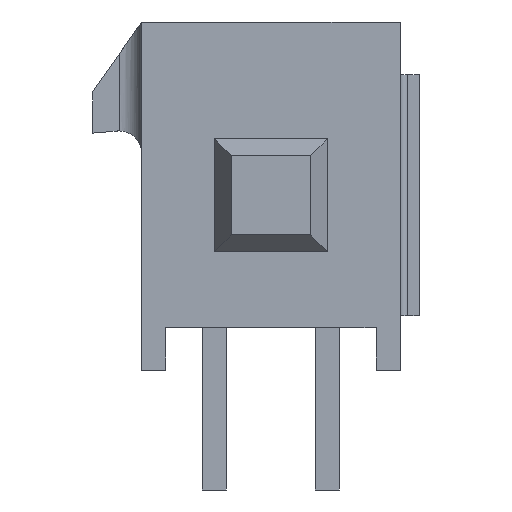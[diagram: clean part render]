
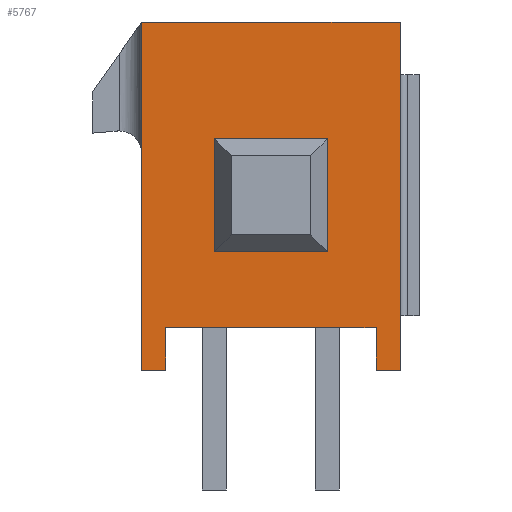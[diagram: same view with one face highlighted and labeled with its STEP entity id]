
A CAD part, left-side view. The second image highlights one B-rep face of the part: STEP entity #5767.
In plain terms, the highlighted planar face has unit normal (-1, 0, 0).
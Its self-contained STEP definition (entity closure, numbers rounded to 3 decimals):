
#72=DIRECTION('',(0.,0.,1.));
#73=VECTOR('',#72,9.24);
#74=CARTESIAN_POINT('',(-13.93,3.43,-9.24));
#75=LINE('',#74,#73);
#76=DIRECTION('',(0.,-1.,0.));
#77=VECTOR('',#76,6.86);
#78=CARTESIAN_POINT('',(-13.93,3.43,0.));
#79=LINE('',#78,#77);
#80=DIRECTION('',(0.,0.,-1.));
#81=VECTOR('',#80,9.24);
#82=CARTESIAN_POINT('',(-13.93,-3.43,0.));
#83=LINE('',#82,#81);
#84=DIRECTION('',(0.,1.,0.));
#85=VECTOR('',#84,0.64);
#86=CARTESIAN_POINT('',(-13.93,-3.43,-9.24));
#87=LINE('',#86,#85);
#88=DIRECTION('',(0.,0.,1.));
#89=VECTOR('',#88,1.13);
#90=CARTESIAN_POINT('',(-13.93,-2.79,-9.24));
#91=LINE('',#90,#89);
#92=DIRECTION('',(0.,1.,0.));
#93=VECTOR('',#92,5.58);
#94=CARTESIAN_POINT('',(-13.93,-2.79,-8.11));
#95=LINE('',#94,#93);
#96=DIRECTION('',(0.,0.,-1.));
#97=VECTOR('',#96,1.13);
#98=CARTESIAN_POINT('',(-13.93,2.79,-8.11));
#99=LINE('',#98,#97);
#100=DIRECTION('',(0.,1.,0.));
#101=VECTOR('',#100,0.64);
#102=CARTESIAN_POINT('',(-13.93,2.79,-9.24));
#103=LINE('',#102,#101);
#104=DIRECTION('',(0.,0.,-1.));
#105=VECTOR('',#104,2.);
#106=CARTESIAN_POINT('',(-13.93,-1.,-3.6));
#107=LINE('',#106,#105);
#108=DIRECTION('',(0.,1.,0.));
#109=VECTOR('',#108,2.);
#110=CARTESIAN_POINT('',(-13.93,-1.,-3.6));
#111=LINE('',#110,#109);
#112=DIRECTION('',(0.,0.,-1.));
#113=VECTOR('',#112,2.);
#114=CARTESIAN_POINT('',(-13.93,1.,-3.6));
#115=LINE('',#114,#113);
#116=DIRECTION('',(0.,1.,0.));
#117=VECTOR('',#116,2.);
#118=CARTESIAN_POINT('',(-13.93,-1.,-5.6));
#119=LINE('',#118,#117);
#4334=CARTESIAN_POINT('',(-13.93,3.43,-9.24));
#4335=CARTESIAN_POINT('',(-13.93,3.43,0.));
#4336=VERTEX_POINT('',#4334);
#4337=VERTEX_POINT('',#4335);
#4338=CARTESIAN_POINT('',(-13.93,-3.43,0.));
#4339=VERTEX_POINT('',#4338);
#4340=CARTESIAN_POINT('',(-13.93,-3.43,-9.24));
#4341=VERTEX_POINT('',#4340);
#4342=CARTESIAN_POINT('',(-13.93,-2.79,-9.24));
#4343=VERTEX_POINT('',#4342);
#4344=CARTESIAN_POINT('',(-13.93,-2.79,-8.11));
#4345=VERTEX_POINT('',#4344);
#4346=CARTESIAN_POINT('',(-13.93,2.79,-8.11));
#4347=VERTEX_POINT('',#4346);
#4348=CARTESIAN_POINT('',(-13.93,2.79,-9.24));
#4349=VERTEX_POINT('',#4348);
#4390=CARTESIAN_POINT('',(-13.93,-1.,-3.6));
#4391=CARTESIAN_POINT('',(-13.93,-1.,-5.6));
#4392=VERTEX_POINT('',#4390);
#4393=VERTEX_POINT('',#4391);
#4394=CARTESIAN_POINT('',(-13.93,1.,-3.6));
#4395=CARTESIAN_POINT('',(-13.93,1.,-5.6));
#4396=VERTEX_POINT('',#4394);
#4397=VERTEX_POINT('',#4395);
#5734=CARTESIAN_POINT('',(-13.93,0.,0.));
#5735=DIRECTION('',(1.,0.,0.));
#5736=DIRECTION('',(0.,-1.,0.));
#5737=AXIS2_PLACEMENT_3D('',#5734,#5735,#5736);
#5738=PLANE('',#5737);
#5740=ORIENTED_EDGE('',*,*,#5739,.T.);
#5742=ORIENTED_EDGE('',*,*,#5741,.T.);
#5744=ORIENTED_EDGE('',*,*,#5743,.T.);
#5746=ORIENTED_EDGE('',*,*,#5745,.T.);
#5748=ORIENTED_EDGE('',*,*,#5747,.T.);
#5750=ORIENTED_EDGE('',*,*,#5749,.T.);
#5752=ORIENTED_EDGE('',*,*,#5751,.T.);
#5754=ORIENTED_EDGE('',*,*,#5753,.T.);
#5755=EDGE_LOOP('',(#5740,#5742,#5744,#5746,#5748,#5750,#5752,#5754));
#5756=FACE_OUTER_BOUND('',#5755,.F.);
#5758=ORIENTED_EDGE('',*,*,#5757,.F.);
#5760=ORIENTED_EDGE('',*,*,#5759,.T.);
#5762=ORIENTED_EDGE('',*,*,#5761,.T.);
#5764=ORIENTED_EDGE('',*,*,#5763,.F.);
#5765=EDGE_LOOP('',(#5758,#5760,#5762,#5764));
#5766=FACE_BOUND('',#5765,.F.);
#5767=ADVANCED_FACE('',(#5756,#5766),#5738,.F.);
#5739=EDGE_CURVE('',#4336,#4337,#75,.T.);
#5741=EDGE_CURVE('',#4337,#4339,#79,.T.);
#5743=EDGE_CURVE('',#4339,#4341,#83,.T.);
#5745=EDGE_CURVE('',#4341,#4343,#87,.T.);
#5747=EDGE_CURVE('',#4343,#4345,#91,.T.);
#5749=EDGE_CURVE('',#4345,#4347,#95,.T.);
#5751=EDGE_CURVE('',#4347,#4349,#99,.T.);
#5753=EDGE_CURVE('',#4349,#4336,#103,.T.);
#5757=EDGE_CURVE('',#4392,#4393,#107,.T.);
#5759=EDGE_CURVE('',#4392,#4396,#111,.T.);
#5761=EDGE_CURVE('',#4396,#4397,#115,.T.);
#5763=EDGE_CURVE('',#4393,#4397,#119,.T.);
